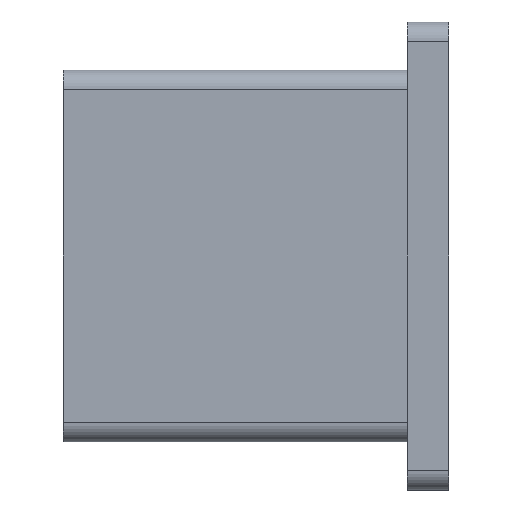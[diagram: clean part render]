
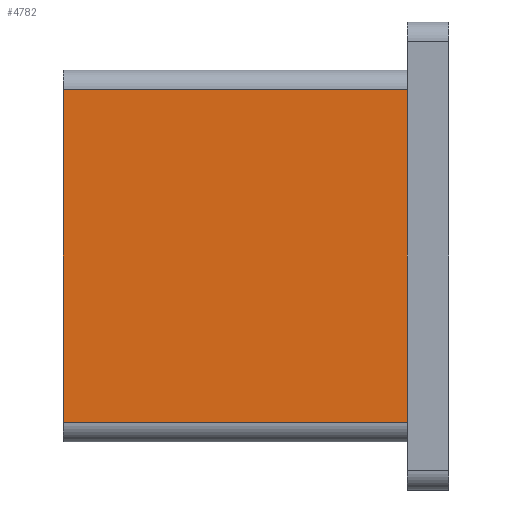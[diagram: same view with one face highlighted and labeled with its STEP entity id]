
A CAD part, left-side view. The second image highlights one B-rep face of the part: STEP entity #4782.
In plain terms, the highlighted planar face has unit normal (-1, 0, 0).
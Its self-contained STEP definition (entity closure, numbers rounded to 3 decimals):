
#661=FACE_OUTER_BOUND('',#956,.T.);
#956=EDGE_LOOP('',(#4206,#4207,#4208,#4209));
#1388=LINE('',#8274,#1824);
#1419=LINE('',#8392,#1855);
#1425=LINE('',#8411,#1861);
#1426=LINE('',#8413,#1862);
#1824=VECTOR('',#5680,10.);
#1855=VECTOR('',#5799,10.);
#1861=VECTOR('',#5817,10.);
#1862=VECTOR('',#5820,10.);
#2264=VERTEX_POINT('',#8272);
#2265=VERTEX_POINT('',#8273);
#2307=VERTEX_POINT('',#8389);
#2308=VERTEX_POINT('',#8391);
#2898=EDGE_CURVE('',#2264,#2265,#1388,.T.);
#2954=EDGE_CURVE('',#2307,#2308,#1419,.T.);
#2965=EDGE_CURVE('',#2265,#2307,#1425,.T.);
#2966=EDGE_CURVE('',#2308,#2264,#1426,.T.);
#4206=ORIENTED_EDGE('',*,*,#2965,.F.);
#4207=ORIENTED_EDGE('',*,*,#2898,.F.);
#4208=ORIENTED_EDGE('',*,*,#2966,.F.);
#4209=ORIENTED_EDGE('',*,*,#2954,.F.);
#4552=PLANE('',#5015);
#4782=ADVANCED_FACE('',(#661),#4552,.T.);
#5015=AXIS2_PLACEMENT_3D('',#8412,#5818,#5819);
#5680=DIRECTION('',(0.,0.,-1.));
#5799=DIRECTION('',(0.,0.,1.));
#5817=DIRECTION('',(0.,1.,0.));
#5818=DIRECTION('center_axis',(-1.,0.,0.));
#5819=DIRECTION('ref_axis',(0.,0.,1.));
#5820=DIRECTION('',(0.,-1.,0.));
#8272=CARTESIAN_POINT('',(-67.5,15.,60.375));
#8273=CARTESIAN_POINT('',(-67.5,15.,-60.375));
#8274=CARTESIAN_POINT('',(-67.5,15.,-33.75));
#8389=CARTESIAN_POINT('',(-67.5,140.,-60.375));
#8391=CARTESIAN_POINT('',(-67.5,140.,60.375));
#8392=CARTESIAN_POINT('',(-67.5,140.,-67.5));
#8411=CARTESIAN_POINT('',(-67.5,15.,-60.375));
#8412=CARTESIAN_POINT('Origin',(-67.5,15.,-67.5));
#8413=CARTESIAN_POINT('',(-67.5,15.,60.375));
